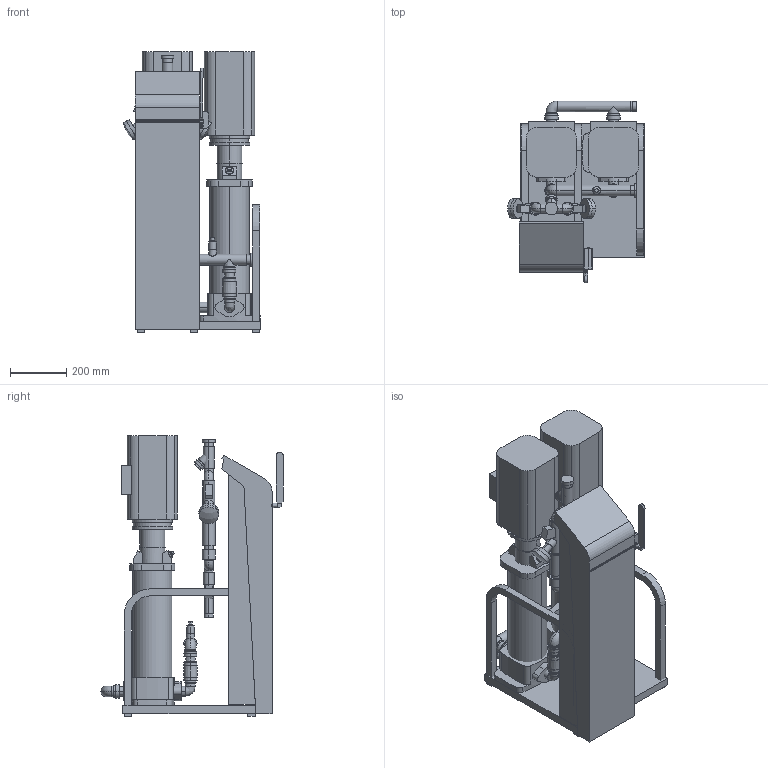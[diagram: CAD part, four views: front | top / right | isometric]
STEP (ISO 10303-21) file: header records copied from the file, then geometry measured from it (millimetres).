
FILE_DESCRIPTION (( 'STEP AP214' ), '1' );
FILE_NAME ('Sinum_D100.STEP', '2024-04-08T13:18:02', ( '' ), ( '' ), 'SwSTEP 2.0', 'SolidWorks 2021', '' );
FILE_SCHEMA (( 'AUTOMOTIVE_DESIGN' ));
Length unit declared in the file: millimetre
Products named in the file (3): Sinum_D100.dwg; Sinum_D100; 17885_flmat_mp_g4_remote_d100.dwg
Assembly tree (2 placements, depth 3):
  Sinum_D100
    Sinum_D100.dwg
      17885_flmat_mp_g4_remote_d100.dwg
Bounding box: 485.86 x 645.91 x 996 mm (x, y, z)
Volume: 71401942.5 mm3; surface area: 3418377.9 mm2
Topology: 15 solids, 15 shells, 763 faces, 1807 edges, 1147 vertices
Faces by surface type: plane 328, cylinder 271, cone 136, torus 16, bspline 10, sphere 2
Entity records: 24357 total; most frequent: CARTESIAN_POINT 6197, DIRECTION 3935, ORIENTED_EDGE 3614, EDGE_CURVE 1807, AXIS2_PLACEMENT_3D 1480, VERTEX_POINT 1147, LINE 975, VECTOR 975
